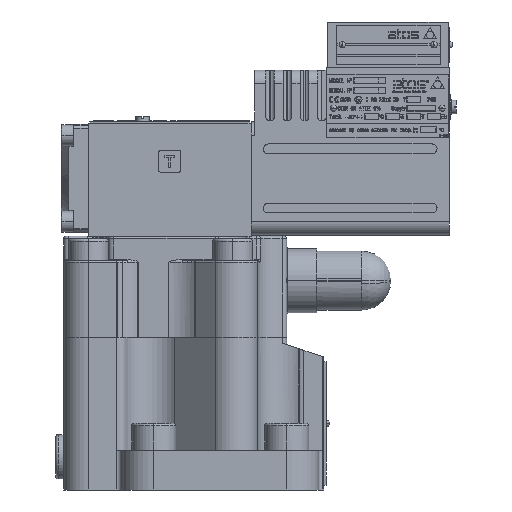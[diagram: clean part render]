
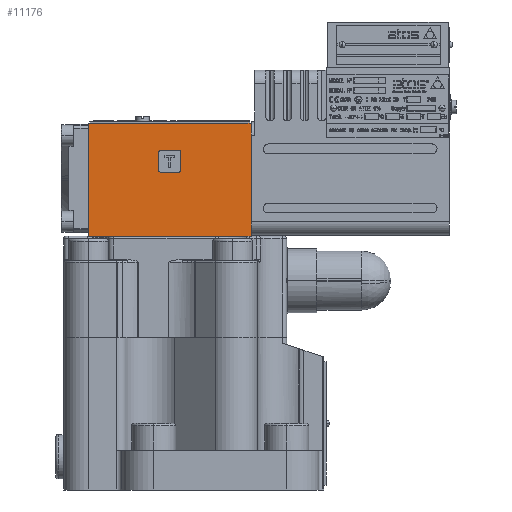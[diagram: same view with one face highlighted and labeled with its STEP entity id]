
A CAD part, left-side view. The second image highlights one B-rep face of the part: STEP entity #11176.
In plain terms, the highlighted planar face has unit normal (-1, 0, 0).
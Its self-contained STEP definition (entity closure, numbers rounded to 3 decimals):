
#11176=ADVANCED_FACE('',(#29247,#29248),#29249,.T.);
#29247=FACE_OUTER_BOUND('',#59445,.T.);
#29248=FACE_BOUND('',#59446,.T.);
#29249=PLANE('',#59447);
#59445=EDGE_LOOP('',(#132953,#132954,#132955,#132956));
#59446=EDGE_LOOP('',(#132957,#132958,#132959,#132960,#132961,#132962,#132963,#132964,#132965,#132966,#132967,#132968));
#59447=AXIS2_PLACEMENT_3D('',#132969,#132970,#132971);
#132953=ORIENTED_EDGE('',*,*,#162639,.F.);
#132954=ORIENTED_EDGE('',*,*,#162640,.F.);
#132955=ORIENTED_EDGE('',*,*,#162626,.F.);
#132956=ORIENTED_EDGE('',*,*,#162641,.F.);
#132957=ORIENTED_EDGE('',*,*,#162642,.F.);
#132958=ORIENTED_EDGE('',*,*,#162643,.F.);
#132959=ORIENTED_EDGE('',*,*,#162612,.F.);
#132960=ORIENTED_EDGE('',*,*,#162644,.F.);
#132961=ORIENTED_EDGE('',*,*,#162645,.F.);
#132962=ORIENTED_EDGE('',*,*,#162608,.F.);
#132963=ORIENTED_EDGE('',*,*,#162646,.F.);
#132964=ORIENTED_EDGE('',*,*,#162647,.F.);
#132965=ORIENTED_EDGE('',*,*,#162604,.F.);
#132966=ORIENTED_EDGE('',*,*,#162648,.F.);
#132967=ORIENTED_EDGE('',*,*,#162649,.F.);
#132968=ORIENTED_EDGE('',*,*,#162600,.F.);
#132969=CARTESIAN_POINT('',(5.35,-9.15,150.099));
#132970=DIRECTION('',(-1.0,0.0,0.));
#132971=DIRECTION('',(0.,0.0,1.0));
#162600=EDGE_CURVE('',#203500,#203503,#203504,.T.);
#162604=EDGE_CURVE('',#203508,#203511,#203512,.T.);
#162608=EDGE_CURVE('',#203516,#203519,#203520,.T.);
#162612=EDGE_CURVE('',#203524,#203527,#203528,.T.);
#162626=EDGE_CURVE('',#203549,#203551,#203552,.T.);
#162639=EDGE_CURVE('',#203570,#203571,#203572,.T.);
#162640=EDGE_CURVE('',#203551,#203570,#203573,.T.);
#162641=EDGE_CURVE('',#203571,#203549,#203574,.T.);
#162642=EDGE_CURVE('',#203575,#203500,#203576,.T.);
#162643=EDGE_CURVE('',#203527,#203575,#203577,.T.);
#162644=EDGE_CURVE('',#203578,#203524,#203579,.T.);
#162645=EDGE_CURVE('',#203519,#203578,#203580,.T.);
#162646=EDGE_CURVE('',#203581,#203516,#203582,.T.);
#162647=EDGE_CURVE('',#203511,#203581,#203583,.T.);
#162648=EDGE_CURVE('',#203584,#203508,#203585,.T.);
#162649=EDGE_CURVE('',#203503,#203584,#203586,.T.);
#203500=VERTEX_POINT('',#275879);
#203503=VERTEX_POINT('',#275883);
#203504=CIRCLE('',#275884,1.0);
#203508=VERTEX_POINT('',#275889);
#203511=VERTEX_POINT('',#275893);
#203512=CIRCLE('',#275894,1.0);
#203516=VERTEX_POINT('',#275899);
#203519=VERTEX_POINT('',#275903);
#203520=CIRCLE('',#275904,1.0);
#203524=VERTEX_POINT('',#275909);
#203527=VERTEX_POINT('',#275913);
#203528=CIRCLE('',#275914,1.0);
#203549=VERTEX_POINT('',#275940);
#203551=VERTEX_POINT('',#275943);
#203552=LINE('',#275944,#275945);
#203570=VERTEX_POINT('',#275964);
#203571=VERTEX_POINT('',#275965);
#203572=LINE('',#275966,#275967);
#203573=LINE('',#275968,#275969);
#203574=LINE('',#275970,#275971);
#203575=VERTEX_POINT('',#275972);
#203576=CIRCLE('',#275973,1.0);
#203577=LINE('',#275974,#275975);
#203578=VERTEX_POINT('',#275976);
#203579=CIRCLE('',#275977,1.0);
#203580=LINE('',#275978,#275979);
#203581=VERTEX_POINT('',#275980);
#203582=CIRCLE('',#275981,1.0);
#203583=LINE('',#275982,#275983);
#203584=VERTEX_POINT('',#275984);
#203585=CIRCLE('',#275985,1.0);
#203586=LINE('',#275986,#275987);
#275879=CARTESIAN_POINT('',(5.35,21.,136.956));
#275883=CARTESIAN_POINT('',(5.35,22.0,137.95));
#275884=AXIS2_PLACEMENT_3D('',#314197,#314198,#314199);
#275889=CARTESIAN_POINT('',(5.35,29.006,137.95));
#275893=CARTESIAN_POINT('',(5.35,30.0,136.95));
#275894=AXIS2_PLACEMENT_3D('',#314205,#314206,#314207);
#275899=CARTESIAN_POINT('',(5.35,30.,129.944));
#275903=CARTESIAN_POINT('',(5.35,29.0,128.95));
#275904=AXIS2_PLACEMENT_3D('',#314213,#314214,#314215);
#275909=CARTESIAN_POINT('',(5.35,21.994,128.95));
#275913=CARTESIAN_POINT('',(5.35,21.0,129.95));
#275914=AXIS2_PLACEMENT_3D('',#314221,#314222,#314223);
#275940=CARTESIAN_POINT('',(5.35,58.5,148.95));
#275943=CARTESIAN_POINT('',(5.35,-7.5,148.95));
#275944=CARTESIAN_POINT('',(5.35,58.5,148.95));
#275945=VECTOR('',#314251,1.0);
#275964=CARTESIAN_POINT('',(5.35,-7.5,103.0));
#275965=CARTESIAN_POINT('',(5.35,58.5,103.0));
#275966=CARTESIAN_POINT('',(5.35,-7.5,103.0));
#275967=VECTOR('',#314286,1.0);
#275968=CARTESIAN_POINT('',(5.35,-7.5,148.95));
#275969=VECTOR('',#314287,1.0);
#275970=CARTESIAN_POINT('',(5.35,58.5,103.0));
#275971=VECTOR('',#314288,1.0);
#275972=CARTESIAN_POINT('',(5.35,21.0,136.95));
#275973=AXIS2_PLACEMENT_3D('',#314289,#314290,#314291);
#275974=CARTESIAN_POINT('',(5.35,21.0,129.95));
#275975=VECTOR('',#314292,1.0);
#275976=CARTESIAN_POINT('',(5.35,22.0,128.95));
#275977=AXIS2_PLACEMENT_3D('',#314293,#314294,#314295);
#275978=CARTESIAN_POINT('',(5.35,29.0,128.95));
#275979=VECTOR('',#314296,1.0);
#275980=CARTESIAN_POINT('',(5.35,30.0,129.95));
#275981=AXIS2_PLACEMENT_3D('',#314297,#314298,#314299);
#275982=CARTESIAN_POINT('',(5.35,30.0,136.95));
#275983=VECTOR('',#314300,1.0);
#275984=CARTESIAN_POINT('',(5.35,29.0,137.95));
#275985=AXIS2_PLACEMENT_3D('',#314301,#314302,#314303);
#275986=CARTESIAN_POINT('',(5.35,22.0,137.95));
#275987=VECTOR('',#314304,1.0);
#314197=CARTESIAN_POINT('',(5.35,22.0,136.95));
#314198=DIRECTION('',(-1.0,-0.0,0.));
#314199=DIRECTION('',(0.0,-1.0,0.0));
#314205=CARTESIAN_POINT('',(5.35,29.0,136.95));
#314206=DIRECTION('',(-1.0,0.,0.0));
#314207=DIRECTION('',(0.0,0.0,1.0));
#314213=CARTESIAN_POINT('',(5.35,29.0,129.95));
#314214=DIRECTION('',(-1.0,0.0,0.));
#314215=DIRECTION('',(0.0,1.0,0.0));
#314221=CARTESIAN_POINT('',(5.35,22.0,129.95));
#314222=DIRECTION('',(-1.0,0.,0.0));
#314223=DIRECTION('',(0.0,0.0,-1.0));
#314251=DIRECTION('',(0.,-1.0,0.));
#314286=DIRECTION('',(0.,1.0,0.));
#314287=DIRECTION('',(0.,0.,-1.0));
#314288=DIRECTION('',(0.,0.,1.0));
#314289=CARTESIAN_POINT('',(5.35,22.0,136.95));
#314290=DIRECTION('',(-1.0,-0.0,0.));
#314291=DIRECTION('',(0.0,-1.0,0.0));
#314292=DIRECTION('',(0.,0.,1.0));
#314293=CARTESIAN_POINT('',(5.35,22.0,129.95));
#314294=DIRECTION('',(-1.0,0.,0.0));
#314295=DIRECTION('',(0.0,0.0,-1.0));
#314296=DIRECTION('',(0.,-1.0,0.));
#314297=CARTESIAN_POINT('',(5.35,29.0,129.95));
#314298=DIRECTION('',(-1.0,0.0,0.));
#314299=DIRECTION('',(0.0,1.0,0.0));
#314300=DIRECTION('',(0.,0.,-1.0));
#314301=CARTESIAN_POINT('',(5.35,29.0,136.95));
#314302=DIRECTION('',(-1.0,0.,0.0));
#314303=DIRECTION('',(0.0,0.0,1.0));
#314304=DIRECTION('',(0.,1.0,0.));
